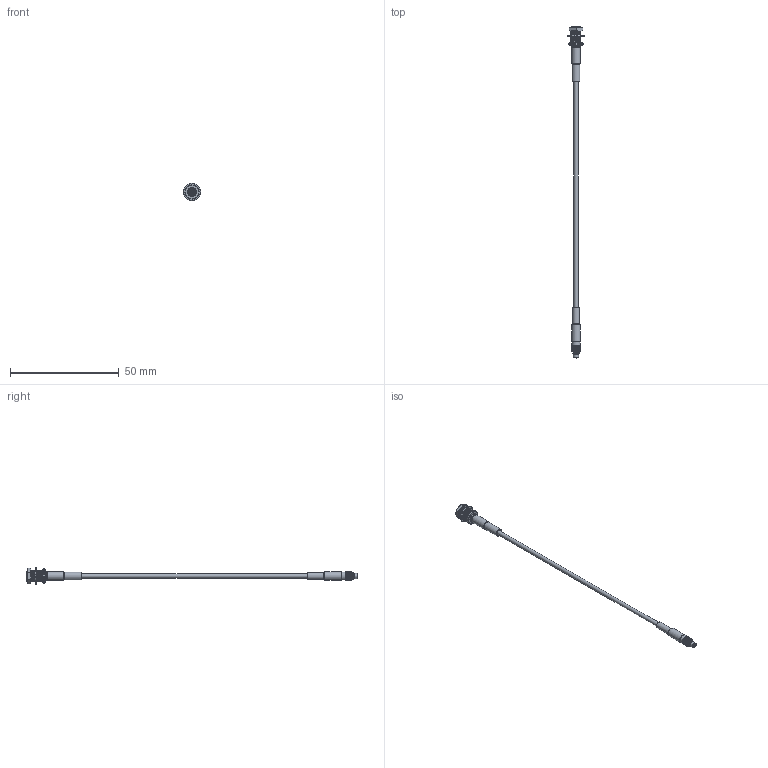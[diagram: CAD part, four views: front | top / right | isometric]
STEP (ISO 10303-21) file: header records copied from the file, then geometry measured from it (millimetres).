
FILE_DESCRIPTION(/* description */ ('Unknown'),/* implementation_level */ '2;1');
FILE_NAME(/* name */ '65560560215304',/* time_stamp */ '2019-05-07T11:09:02+02:00',/* author */ ('Unknown'),/* organization */ ('Unknown'),/* preprocessor_version */ 'ST-DEVELOPER v16.7',/* originating_system */ 'DEX',/* authorisation */ $);
FILE_SCHEMA (('AUTOMOTIVE_DESIGN {1 0 10303 214 3 1 1}'));
Products named in the file (1): 65560560215304
Bounding box: 7.9 x 152.4 x 7.9 mm (x, y, z)
Volume: 852.5 mm3; surface area: 2007.9 mm2
Topology: 2 solids, 2 shells, 3855 faces, 8002 edges, 4170 vertices
Faces by surface type: bspline 2836, cylinder 787, plane 184, cone 40, torus 8
Full cylindrical faces by diameter (mm): 0.4 x1, 0.45 x1, 0.7 x1, 1.28 x1, 1.36 x2, 1.55 x1, 1.9 x2, 1.96 x1, 2 x2, 2.38 x1, 2.4 x2, 2.43 x1, 2.6 x1, 2.7 x1, 2.91 x1, 3 x1, 3.03 x1, 3.6 x1, 4 x3, 4.2 x1, 6.5 x1, 7.9 x1
Entity records: 181411 total; most frequent: CARTESIAN_POINT 105478, ORIENTED_EDGE 15848, EDGE_CURVE 7924, VERTEX_POINT 4146, EDGE_LOOP 3932, FACE_BOUND 3932, ADVANCED_FACE 3853, STYLED_ITEM 3817
